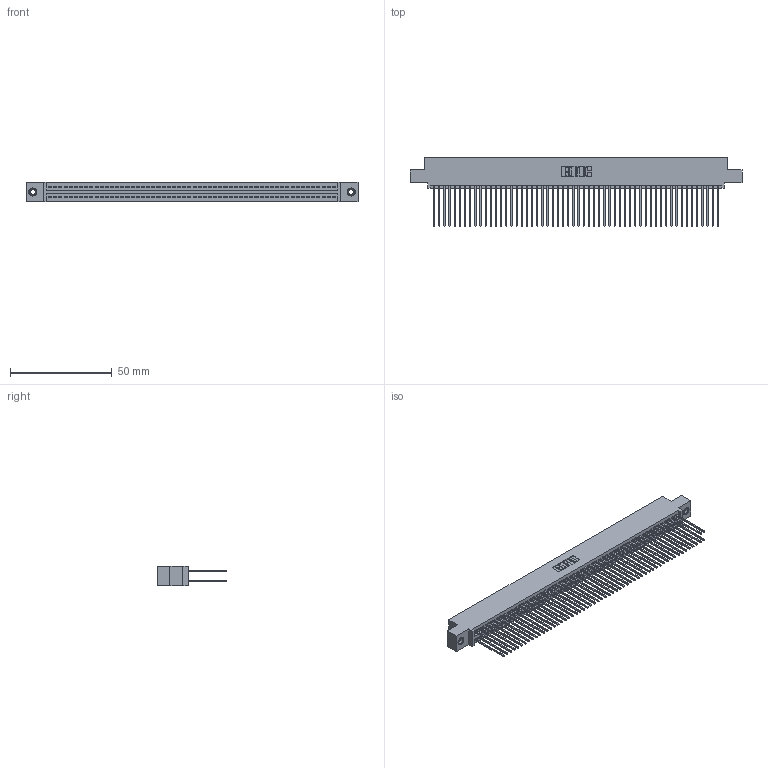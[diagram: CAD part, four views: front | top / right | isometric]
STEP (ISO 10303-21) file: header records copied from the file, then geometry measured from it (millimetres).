
FILE_DESCRIPTION (( 'STEP AP203' ), '1' );
FILE_NAME ('345-112-541-507.STEP', '2018-10-07T15:19:07', ( '' ), ( '' ), 'SwSTEP 2.0', 'SolidWorks 2016', '' );
FILE_SCHEMA (( 'CONFIG_CONTROL_DESIGN' ));
Length unit declared in the file: inch
Products named in the file (4): 345-112-541-507; 345 Part_0.110 Offset - 0.156 Dia-TI; 345-292-001_345-293-141; 345-250-001_345-250-005-103
Assembly tree (115 placements, depth 2):
  345-112-541-507
    345 Part_0.110 Offset - 0.156 Dia-TI
    345-292-001_345-293-141  x112
    345-250-001_345-250-005-103  x2
Bounding box: 163.45 x 33.96 x 9.4 mm (x, y, z)
Volume: 16563.2 mm3; surface area: 27895.7 mm2
Topology: 115 solids, 115 shells, 5790 faces, 17177 edges, 11294 vertices
Faces by surface type: plane 3812, cylinder 1962, cone 12, torus 4
Entity records: 43390 total; most frequent: CARTESIAN_POINT 7243, ORIENTED_EDGE 7170, DIRECTION 6395, EDGE_CURVE 3585, VECTOR 3209, LINE 3209, VERTEX_POINT 2384, AXIS2_PLACEMENT_3D 1593
